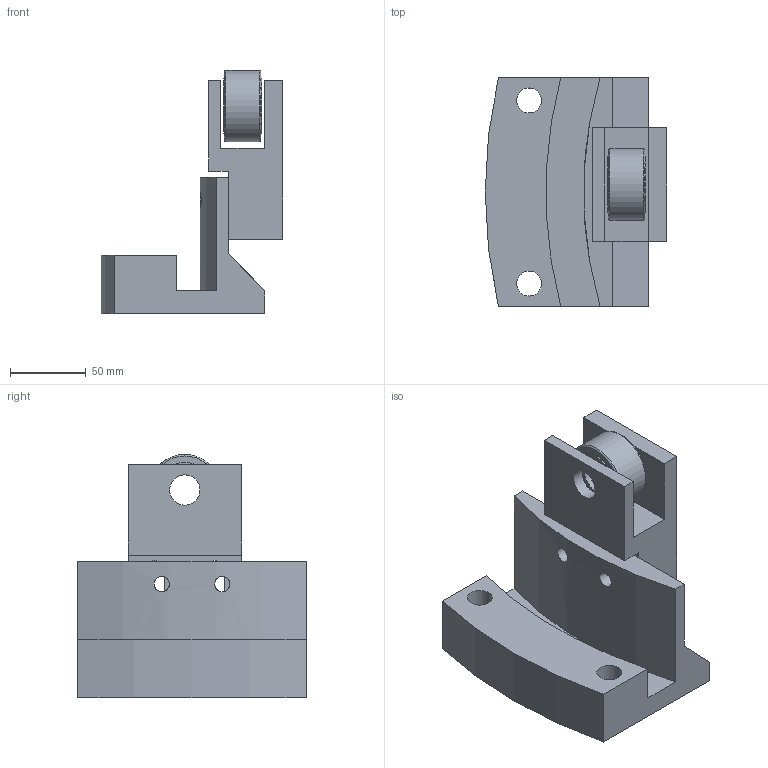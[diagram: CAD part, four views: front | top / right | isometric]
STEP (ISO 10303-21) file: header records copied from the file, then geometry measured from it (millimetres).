
FILE_DESCRIPTION((''),'2;1');
FILE_NAME('SIEM-CONJ-L00025.stp','2017-05-26T18:42:43',('Desktop'),(''),'Autodesk Inventor 2013','Autodesk Inventor 2013','');
FILE_SCHEMA(('AUTOMOTIVE_DESIGN { 1 0 10303 214 1 1 1 1 }'));
Length unit declared in the file: millimetre
Products named in the file (9): SIEM-CONJ-L00025; SIEM-PM-L00135; SIEM-PM-L00134; Rodamiento NATR20; inafag_natr20_8rrzwmddv2bb9f7n3cg7tsrrn_01; inafag_natr20_8rrzwmddv2bb9f7n3cg7tsrrn_02; inafag_natr20_8rrzwmddv2bb9f7n3cg7tsrrn_03; inafag_natr20_8rrzwmddv2bb9f7n3cg7tsrrn_04; inafag_natr20_8rrzwmddv2bb9f7n3cg7tsrrn_05
Assembly tree (8 placements, depth 3):
  SIEM-CONJ-L00025
    SIEM-PM-L00135
    SIEM-PM-L00134
    Rodamiento NATR20
      inafag_natr20_8rrzwmddv2bb9f7n3cg7tsrrn_01
      inafag_natr20_8rrzwmddv2bb9f7n3cg7tsrrn_02
      inafag_natr20_8rrzwmddv2bb9f7n3cg7tsrrn_03
      inafag_natr20_8rrzwmddv2bb9f7n3cg7tsrrn_04
      inafag_natr20_8rrzwmddv2bb9f7n3cg7tsrrn_05
Bounding box: 119.85 x 150.96 x 160.59 mm (x, y, z)
Volume: 817109.5 mm3; surface area: 135959 mm2
Topology: 11 solids, 11 shells, 109 faces, 259 edges, 174 vertices
Faces by surface type: plane 61, cylinder 32, torus 12, cone 4
Full cylindrical faces by diameter (mm): 1.541 x1, 3.4 x4, 10.106 x4, 16.5 x2, 20 x3, 25.1 x3, 26.46 x1, 30.54 x1, 31.9 x1, 36.5 x4, 47 x1
Entity records: 3455 total; most frequent: CARTESIAN_POINT 618, DIRECTION 542, ORIENTED_EDGE 396, AXIS2_PLACEMENT_3D 218, EDGE_CURVE 198, EDGE_LOOP 192, VERTEX_POINT 154, FACE_OUTER_BOUND 109
